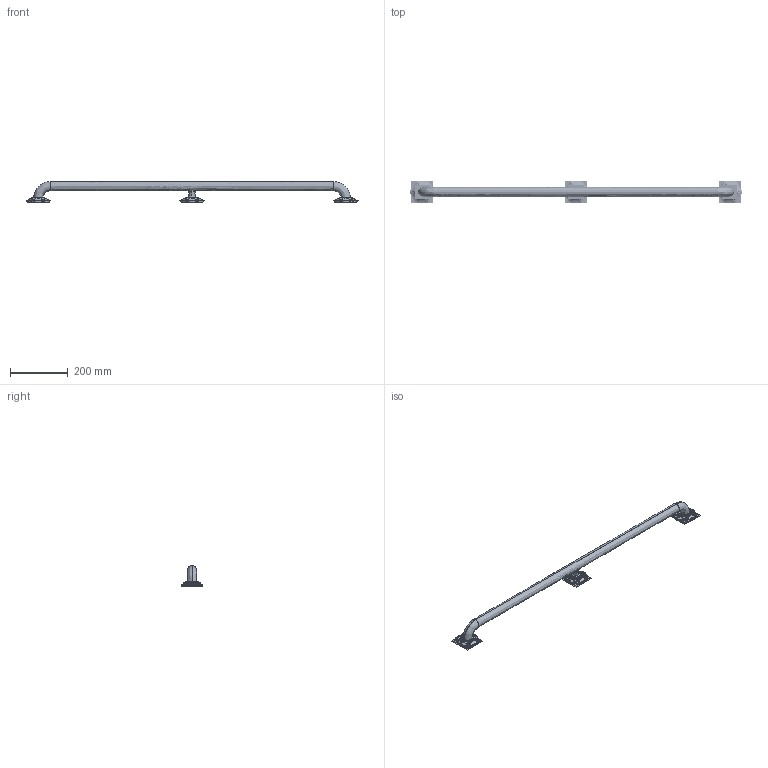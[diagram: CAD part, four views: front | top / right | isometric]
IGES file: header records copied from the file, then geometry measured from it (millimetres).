
Start section:  PTC IGES file: 666.igs
Global section: file name: 666.igs; native system: Pro/ENGINEER by Parametric Technology Corporation; preprocessor: 2009300; author: project; organization: Unknown; date: 20100917.120701; units: inch
Bounding box: 1151.85 x 76.2 x 71.02 mm (x, y, z)
Surface area: 1458371.2 mm2 (no closed solid volume)
Topology: 0 solids, 0 shells, 2228 faces, 16376 edges, 16352 vertices
Faces by surface type: bspline 2228
